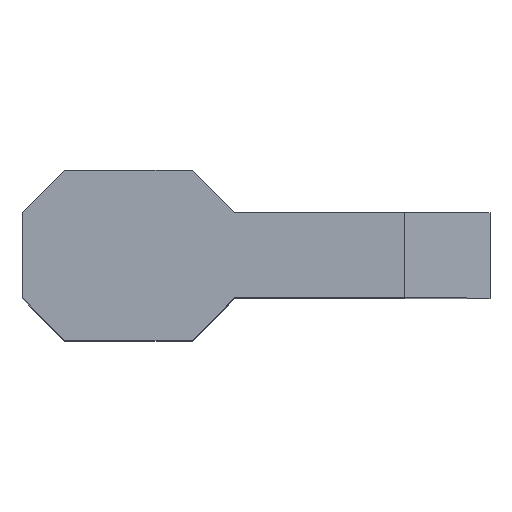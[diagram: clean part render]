
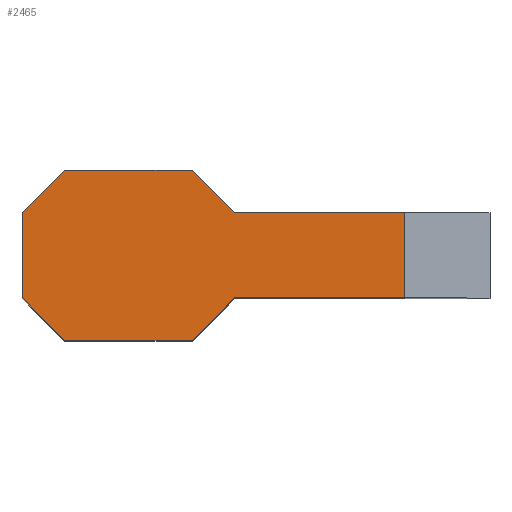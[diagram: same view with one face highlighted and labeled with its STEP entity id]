
A CAD part, top view. The second image highlights one B-rep face of the part: STEP entity #2465.
In plain terms, the highlighted planar face has unit normal (0, 0, 1).
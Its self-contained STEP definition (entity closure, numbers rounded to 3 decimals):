
#269=PLANE('',#2651);
#405=FACE_OUTER_BOUND('',#547,.T.);
#547=EDGE_LOOP('',(#2137,#2138,#2139,#2140,#2141,#2142,#2143,#2144,#2145,
#2146));
#678=LINE('',#10414,#837);
#680=LINE('',#10418,#839);
#682=LINE('',#10422,#841);
#689=LINE('',#10436,#848);
#690=LINE('',#10438,#849);
#691=LINE('',#10440,#850);
#692=LINE('',#10442,#851);
#693=LINE('',#10444,#852);
#694=LINE('',#10446,#853);
#695=LINE('',#10447,#854);
#837=VECTOR('',#3043,10.);
#839=VECTOR('',#3047,10.);
#841=VECTOR('',#3051,10.);
#848=VECTOR('',#3060,10.);
#849=VECTOR('',#3061,10.);
#850=VECTOR('',#3062,10.);
#851=VECTOR('',#3063,10.);
#852=VECTOR('',#3064,10.);
#853=VECTOR('',#3065,10.);
#854=VECTOR('',#3066,10.);
#1136=VERTEX_POINT('',#10411);
#1137=VERTEX_POINT('',#10413);
#1138=VERTEX_POINT('',#10417);
#1139=VERTEX_POINT('',#10421);
#1145=VERTEX_POINT('',#10435);
#1146=VERTEX_POINT('',#10437);
#1147=VERTEX_POINT('',#10439);
#1148=VERTEX_POINT('',#10441);
#1149=VERTEX_POINT('',#10443);
#1150=VERTEX_POINT('',#10445);
#1478=EDGE_CURVE('',#1136,#1137,#678,.T.);
#1480=EDGE_CURVE('',#1137,#1138,#680,.T.);
#1482=EDGE_CURVE('',#1138,#1139,#682,.T.);
#1489=EDGE_CURVE('',#1145,#1136,#689,.T.);
#1490=EDGE_CURVE('',#1145,#1146,#690,.T.);
#1491=EDGE_CURVE('',#1147,#1146,#691,.T.);
#1492=EDGE_CURVE('',#1147,#1148,#692,.T.);
#1493=EDGE_CURVE('',#1149,#1148,#693,.T.);
#1494=EDGE_CURVE('',#1149,#1150,#694,.T.);
#1495=EDGE_CURVE('',#1139,#1150,#695,.T.);
#2137=ORIENTED_EDGE('',*,*,#1480,.F.);
#2138=ORIENTED_EDGE('',*,*,#1478,.F.);
#2139=ORIENTED_EDGE('',*,*,#1489,.F.);
#2140=ORIENTED_EDGE('',*,*,#1490,.T.);
#2141=ORIENTED_EDGE('',*,*,#1491,.F.);
#2142=ORIENTED_EDGE('',*,*,#1492,.T.);
#2143=ORIENTED_EDGE('',*,*,#1493,.F.);
#2144=ORIENTED_EDGE('',*,*,#1494,.T.);
#2145=ORIENTED_EDGE('',*,*,#1495,.F.);
#2146=ORIENTED_EDGE('',*,*,#1482,.F.);
#2465=ADVANCED_FACE('',(#405),#269,.T.);
#2651=AXIS2_PLACEMENT_3D('',#10434,#3058,#3059);
#3043=DIRECTION('',(1.,0.,0.));
#3047=DIRECTION('',(0.,-1.,0.));
#3051=DIRECTION('',(-1.,0.,0.));
#3058=DIRECTION('center_axis',(0.,0.,1.));
#3059=DIRECTION('ref_axis',(1.,0.,0.));
#3060=DIRECTION('',(0.707,-0.707,0.));
#3061=DIRECTION('',(-1.,0.,0.));
#3062=DIRECTION('',(0.707,0.707,0.));
#3063=DIRECTION('',(0.,-1.,0.));
#3064=DIRECTION('',(-0.707,0.707,0.));
#3065=DIRECTION('',(1.,0.,0.));
#3066=DIRECTION('',(-0.707,-0.707,0.));
#10411=CARTESIAN_POINT('',(-60.,10.,70.));
#10413=CARTESIAN_POINT('',(-20.,10.,70.));
#10414=CARTESIAN_POINT('',(-90.,10.,70.));
#10417=CARTESIAN_POINT('',(-20.,-10.,70.));
#10418=CARTESIAN_POINT('',(-20.,0.,70.));
#10421=CARTESIAN_POINT('',(-60.,-10.,70.));
#10422=CARTESIAN_POINT('',(-90.,-10.,70.));
#10434=CARTESIAN_POINT('Origin',(-90.,0.,70.));
#10435=CARTESIAN_POINT('',(-70.,20.,70.));
#10436=CARTESIAN_POINT('',(-67.5,17.5,70.));
#10437=CARTESIAN_POINT('',(-100.,20.,70.));
#10438=CARTESIAN_POINT('',(-70.,20.,70.));
#10439=CARTESIAN_POINT('',(-110.,10.,70.));
#10440=CARTESIAN_POINT('',(-105.,15.,70.));
#10441=CARTESIAN_POINT('',(-110.,-10.,70.));
#10442=CARTESIAN_POINT('',(-110.,20.,70.));
#10443=CARTESIAN_POINT('',(-100.,-20.,70.));
#10444=CARTESIAN_POINT('',(-105.,-15.,70.));
#10445=CARTESIAN_POINT('',(-70.,-20.,70.));
#10446=CARTESIAN_POINT('',(-110.,-20.,70.));
#10447=CARTESIAN_POINT('',(-67.5,-17.5,70.));
